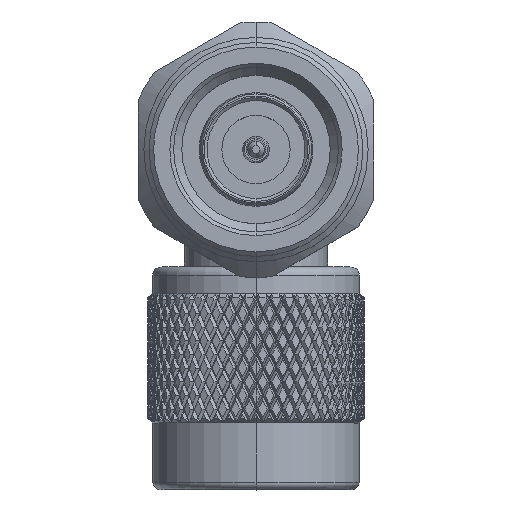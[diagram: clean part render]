
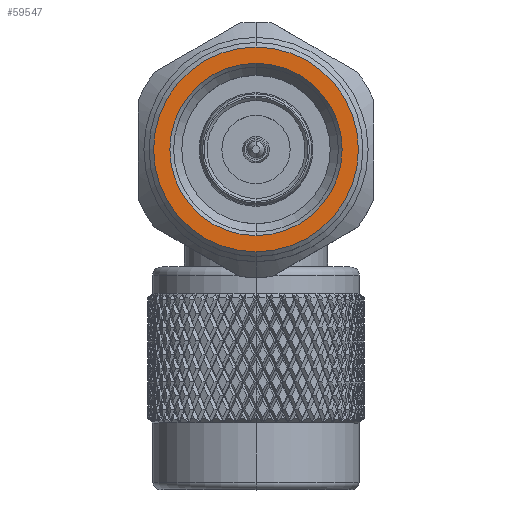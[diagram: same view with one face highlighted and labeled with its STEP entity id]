
A CAD part, top view. The second image highlights one B-rep face of the part: STEP entity #59547.
In plain terms, the highlighted face is planar.
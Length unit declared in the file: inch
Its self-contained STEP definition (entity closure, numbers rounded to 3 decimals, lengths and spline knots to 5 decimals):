
#97 = CIRCLE ( 'NONE', #13401, 0.27162 ) ;
#4006 = CARTESIAN_POINT ( 'NONE',  ( 0., 0., 0. ) ) ;
#7326 = EDGE_CURVE ( 'NONE', #86525, #67718, #111189, .T. ) ;
#13401 = AXIS2_PLACEMENT_3D ( 'NONE', #76374, #103735, #59192 ) ;
#15701 = DIRECTION ( 'NONE',  ( 0., -1., 0. ) ) ;
#20124 = EDGE_CURVE ( 'NONE', #67718, #86525, #49534, .T. ) ;
#20332 = CARTESIAN_POINT ( 'NONE',  ( 0., -0.2285, 0. ) ) ;
#20861 = ORIENTED_EDGE ( 'NONE', *, *, #20124, .F. ) ;
#23913 = AXIS2_PLACEMENT_3D ( 'NONE', #70338, #95893, #15701 ) ;
#26198 = DIRECTION ( 'NONE',  ( 0., -1., 0. ) ) ;
#28655 = AXIS2_PLACEMENT_3D ( 'NONE', #4006, #93769, #48688 ) ;
#39831 = PLANE ( 'NONE',  #49287 ) ;
#41531 = CARTESIAN_POINT ( 'NONE',  ( 0., 0.2285, 0. ) ) ;
#48688 = DIRECTION ( 'NONE',  ( 0., -1., 0. ) ) ;
#48792 = DIRECTION ( 'NONE',  ( -1., 0., 0. ) ) ;
#49287 = AXIS2_PLACEMENT_3D ( 'NONE', #66557, #48792, #102790 ) ;
#49534 = CIRCLE ( 'NONE', #28655, 0.2285 ) ;
#51407 = ORIENTED_EDGE ( 'NONE', *, *, #66343, .T. ) ;
#52223 = AXIS2_PLACEMENT_3D ( 'NONE', #108753, #72479, #26198 ) ;
#56509 = FACE_OUTER_BOUND ( 'NONE', #107808, .T. ) ;
#59192 = DIRECTION ( 'NONE',  ( 0., -1., 0. ) ) ;
#59547 = ADVANCED_FACE ( 'NONE', ( #56509, #101049 ), #39831, .T. ) ;
#65829 = VERTEX_POINT ( 'NONE', #83097 ) ;
#66343 = EDGE_CURVE ( 'NONE', #69035, #65829, #97, .T. ) ;
#66557 = CARTESIAN_POINT ( 'NONE',  ( 0., 0., 0. ) ) ;
#67718 = VERTEX_POINT ( 'NONE', #20332 ) ;
#69035 = VERTEX_POINT ( 'NONE', #79475 ) ;
#69154 = ORIENTED_EDGE ( 'NONE', *, *, #112811, .T. ) ;
#70338 = CARTESIAN_POINT ( 'NONE',  ( 0., 0., 0. ) ) ;
#72479 = DIRECTION ( 'NONE',  ( -1., 0., 0. ) ) ;
#76374 = CARTESIAN_POINT ( 'NONE',  ( 0., 0., 0. ) ) ;
#76808 = CIRCLE ( 'NONE', #52223, 0.27162 ) ;
#79475 = CARTESIAN_POINT ( 'NONE',  ( 0., 0.27162, 0. ) ) ;
#83097 = CARTESIAN_POINT ( 'NONE',  ( 0., -0.27162, 0. ) ) ;
#86525 = VERTEX_POINT ( 'NONE', #41531 ) ;
#88894 = ORIENTED_EDGE ( 'NONE', *, *, #7326, .F. ) ;
#93167 = EDGE_LOOP ( 'NONE', ( #20861, #88894 ) ) ;
#93769 = DIRECTION ( 'NONE',  ( -1., 0., 0. ) ) ;
#95893 = DIRECTION ( 'NONE',  ( -1., 0., 0. ) ) ;
#101049 = FACE_BOUND ( 'NONE', #93167, .T. ) ;
#102790 = DIRECTION ( 'NONE',  ( 0., -1., 0. ) ) ;
#103735 = DIRECTION ( 'NONE',  ( -1., 0., 0. ) ) ;
#107808 = EDGE_LOOP ( 'NONE', ( #51407, #69154 ) ) ;
#108753 = CARTESIAN_POINT ( 'NONE',  ( 0., 0., 0. ) ) ;
#111189 = CIRCLE ( 'NONE', #23913, 0.2285 ) ;
#112811 = EDGE_CURVE ( 'NONE', #65829, #69035, #76808, .T. ) ;
